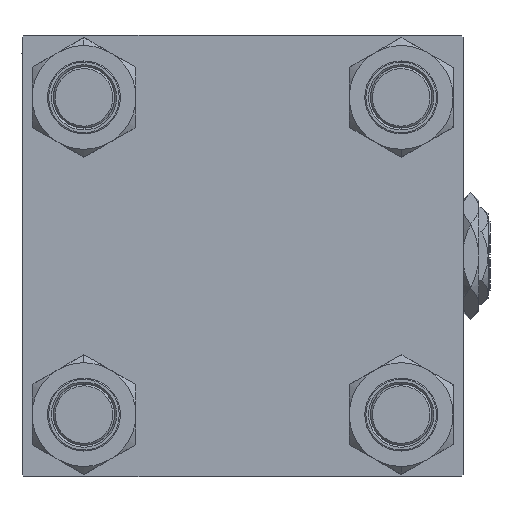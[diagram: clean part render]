
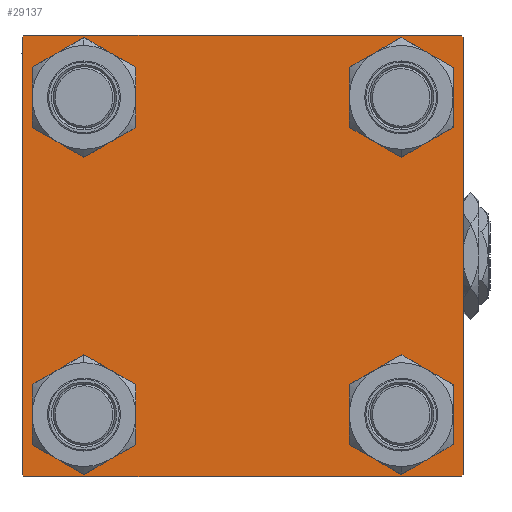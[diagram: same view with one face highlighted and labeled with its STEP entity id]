
A CAD part, left-side view. The second image highlights one B-rep face of the part: STEP entity #29137.
In plain terms, the highlighted planar face has unit normal (-1, 0, 0).
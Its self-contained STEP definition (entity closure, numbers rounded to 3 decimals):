
#684 = VERTEX_POINT ( 'NONE', #25493 ) ;
#897 = CIRCLE ( 'NONE', #17975, 8.5 ) ;
#1384 = EDGE_CURVE ( 'NONE', #41317, #24694, #39529, .T. ) ;
#1481 = LINE ( 'NONE', #9238, #29661 ) ;
#1740 = EDGE_CURVE ( 'NONE', #34301, #17828, #38838, .T. ) ;
#2639 = EDGE_CURVE ( 'NONE', #33661, #17292, #42928, .T. ) ;
#2701 = CIRCLE ( 'NONE', #43668, 8.5 ) ;
#2868 = LINE ( 'NONE', #35203, #48364 ) ;
#3266 = FACE_OUTER_BOUND ( 'NONE', #23475, .T. ) ;
#4258 = EDGE_LOOP ( 'NONE', ( #25952, #16379 ) ) ;
#4961 = DIRECTION ( 'NONE',  ( 1., 0., 0. ) ) ;
#5260 = CARTESIAN_POINT ( 'NONE',  ( 0., 41.35, -41.35 ) ) ;
#5583 = DIRECTION ( 'NONE',  ( 0., 0., 1. ) ) ;
#5743 = EDGE_CURVE ( 'NONE', #17292, #17828, #10480, .T. ) ;
#6011 = DIRECTION ( 'NONE',  ( 0., 0., 1. ) ) ;
#7402 = ORIENTED_EDGE ( 'NONE', *, *, #33237, .T. ) ;
#7592 = EDGE_CURVE ( 'NONE', #40127, #29463, #23167, .T. ) ;
#8687 = EDGE_CURVE ( 'NONE', #684, #52029, #44066, .T. ) ;
#9200 = EDGE_CURVE ( 'NONE', #40127, #43055, #2868, .T. ) ;
#9238 = CARTESIAN_POINT ( 'NONE',  ( 0., 57.25, -57.25 ) ) ;
#10355 = VERTEX_POINT ( 'NONE', #49599 ) ;
#10480 = LINE ( 'NONE', #51365, #50785 ) ;
#10638 = VERTEX_POINT ( 'NONE', #28438 ) ;
#10858 = AXIS2_PLACEMENT_3D ( 'NONE', #39931, #32684, #48982 ) ;
#10930 = ORIENTED_EDGE ( 'NONE', *, *, #9200, .F. ) ;
#11095 = EDGE_CURVE ( 'NONE', #10638, #17544, #32924, .T. ) ;
#11275 = FACE_BOUND ( 'NONE', #20507, .T. ) ;
#11538 = DIRECTION ( 'NONE',  ( -1., 0., 0. ) ) ;
#11927 = CARTESIAN_POINT ( 'NONE',  ( 0., -41.35, -41.35 ) ) ;
#12054 = FACE_BOUND ( 'NONE', #43821, .T. ) ;
#13297 = ORIENTED_EDGE ( 'NONE', *, *, #50729, .T. ) ;
#13480 = CARTESIAN_POINT ( 'NONE',  ( 0., -41.35, 41.35 ) ) ;
#13507 = CARTESIAN_POINT ( 'NONE',  ( 0., -57., -57.5 ) ) ;
#14021 = DIRECTION ( 'NONE',  ( 1., 0., 0. ) ) ;
#14362 = DIRECTION ( 'NONE',  ( 0., 0.707, -0.707 ) ) ;
#15058 = CIRCLE ( 'NONE', #20184, 8.5 ) ;
#15226 = CARTESIAN_POINT ( 'NONE',  ( 0., 57., 57.5 ) ) ;
#15455 = ORIENTED_EDGE ( 'NONE', *, *, #46932, .T. ) ;
#15720 = ORIENTED_EDGE ( 'NONE', *, *, #34312, .T. ) ;
#16379 = ORIENTED_EDGE ( 'NONE', *, *, #43337, .T. ) ;
#16468 = AXIS2_PLACEMENT_3D ( 'NONE', #41399, #52884, #45409 ) ;
#17292 = VERTEX_POINT ( 'NONE', #13507 ) ;
#17499 = CARTESIAN_POINT ( 'NONE',  ( 0., -41.35, 41.35 ) ) ;
#17544 = VERTEX_POINT ( 'NONE', #46814 ) ;
#17828 = VERTEX_POINT ( 'NONE', #48498 ) ;
#17975 = AXIS2_PLACEMENT_3D ( 'NONE', #5260, #28786, #44831 ) ;
#19414 = EDGE_LOOP ( 'NONE', ( #27221, #51582 ) ) ;
#19543 = CARTESIAN_POINT ( 'NONE',  ( 0., 0., 0. ) ) ;
#19930 = VECTOR ( 'NONE', #26021, 1000. ) ;
#20184 = AXIS2_PLACEMENT_3D ( 'NONE', #13480, #38070, #49563 ) ;
#20188 = AXIS2_PLACEMENT_3D ( 'NONE', #19543, #11538, #44150 ) ;
#20507 = EDGE_LOOP ( 'NONE', ( #32320, #13297 ) ) ;
#21807 = CARTESIAN_POINT ( 'NONE',  ( 0., 57.5, -57.5 ) ) ;
#22018 = CARTESIAN_POINT ( 'NONE',  ( 0., -41.35, -49.85 ) ) ;
#22300 = CARTESIAN_POINT ( 'NONE',  ( 0., 41.35, 41.35 ) ) ;
#23167 = LINE ( 'NONE', #43746, #41486 ) ;
#23475 = EDGE_LOOP ( 'NONE', ( #33870, #15720, #32102, #33687, #48352, #15455, #10930, #32291 ) ) ;
#23585 = CARTESIAN_POINT ( 'NONE',  ( 0., 57.5, -57. ) ) ;
#24221 = VECTOR ( 'NONE', #45877, 1000. ) ;
#24694 = VERTEX_POINT ( 'NONE', #41152 ) ;
#25493 = CARTESIAN_POINT ( 'NONE',  ( 0., -41.35, -32.85 ) ) ;
#25925 = CARTESIAN_POINT ( 'NONE',  ( 0., 57., -57.5 ) ) ;
#25952 = ORIENTED_EDGE ( 'NONE', *, *, #31938, .T. ) ;
#26021 = DIRECTION ( 'NONE',  ( 0., 0., -1. ) ) ;
#26676 = DIRECTION ( 'NONE',  ( 1., 0., 0. ) ) ;
#26742 = DIRECTION ( 'NONE',  ( 0., 0.707, 0.707 ) ) ;
#27221 = ORIENTED_EDGE ( 'NONE', *, *, #1384, .T. ) ;
#27568 = PLANE ( 'NONE',  #20188 ) ;
#28228 = DIRECTION ( 'NONE',  ( 1., 0., 0. ) ) ;
#28410 = CIRCLE ( 'NONE', #34407, 8.5 ) ;
#28438 = CARTESIAN_POINT ( 'NONE',  ( 0., 41.35, 49.85 ) ) ;
#28786 = DIRECTION ( 'NONE',  ( 1., 0., 0. ) ) ;
#29137 = ADVANCED_FACE ( 'NONE', ( #31594, #12054, #47875, #11275, #3266 ), #27568, .T. ) ;
#29463 = VERTEX_POINT ( 'NONE', #33885 ) ;
#29661 = VECTOR ( 'NONE', #45851, 1000. ) ;
#30814 = VECTOR ( 'NONE', #38396, 1000. ) ;
#31594 = FACE_BOUND ( 'NONE', #4258, .T. ) ;
#31938 = EDGE_CURVE ( 'NONE', #36705, #10355, #15058, .T. ) ;
#32102 = ORIENTED_EDGE ( 'NONE', *, *, #2639, .T. ) ;
#32291 = ORIENTED_EDGE ( 'NONE', *, *, #7592, .T. ) ;
#32320 = ORIENTED_EDGE ( 'NONE', *, *, #11095, .T. ) ;
#32543 = VECTOR ( 'NONE', #26742, 1000. ) ;
#32684 = DIRECTION ( 'NONE',  ( 1., 0., 0. ) ) ;
#32924 = CIRCLE ( 'NONE', #43196, 8.5 ) ;
#33237 = EDGE_CURVE ( 'NONE', #52029, #684, #52664, .T. ) ;
#33560 = ORIENTED_EDGE ( 'NONE', *, *, #8687, .T. ) ;
#33661 = VERTEX_POINT ( 'NONE', #25925 ) ;
#33687 = ORIENTED_EDGE ( 'NONE', *, *, #5743, .T. ) ;
#33870 = ORIENTED_EDGE ( 'NONE', *, *, #42099, .T. ) ;
#33885 = CARTESIAN_POINT ( 'NONE',  ( 0., 57.5, 57. ) ) ;
#34301 = VERTEX_POINT ( 'NONE', #42638 ) ;
#34312 = EDGE_CURVE ( 'NONE', #45764, #33661, #1481, .T. ) ;
#34407 = AXIS2_PLACEMENT_3D ( 'NONE', #22300, #4961, #6011 ) ;
#35098 = CARTESIAN_POINT ( 'NONE',  ( 0., -57.5, 57.5 ) ) ;
#35203 = CARTESIAN_POINT ( 'NONE',  ( 0., 57.5, 57.5 ) ) ;
#36705 = VERTEX_POINT ( 'NONE', #48874 ) ;
#38070 = DIRECTION ( 'NONE',  ( 1., 0., 0. ) ) ;
#38089 = DIRECTION ( 'NONE',  ( 0., 0., 1. ) ) ;
#38396 = DIRECTION ( 'NONE',  ( 0., 0., -1. ) ) ;
#38838 = LINE ( 'NONE', #35098, #19930 ) ;
#38956 = AXIS2_PLACEMENT_3D ( 'NONE', #11927, #28228, #40530 ) ;
#39529 = CIRCLE ( 'NONE', #16468, 8.5 ) ;
#39931 = CARTESIAN_POINT ( 'NONE',  ( 0., -41.35, -41.35 ) ) ;
#40127 = VERTEX_POINT ( 'NONE', #15226 ) ;
#40530 = DIRECTION ( 'NONE',  ( 0., 0., 1. ) ) ;
#41020 = EDGE_CURVE ( 'NONE', #24694, #41317, #897, .T. ) ;
#41152 = CARTESIAN_POINT ( 'NONE',  ( 0., 41.35, -49.85 ) ) ;
#41317 = VERTEX_POINT ( 'NONE', #52770 ) ;
#41399 = CARTESIAN_POINT ( 'NONE',  ( 0., 41.35, -41.35 ) ) ;
#41486 = VECTOR ( 'NONE', #14362, 1000. ) ;
#42099 = EDGE_CURVE ( 'NONE', #29463, #45764, #50683, .T. ) ;
#42638 = CARTESIAN_POINT ( 'NONE',  ( 0., -57.5, 57. ) ) ;
#42928 = LINE ( 'NONE', #21807, #24221 ) ;
#43055 = VERTEX_POINT ( 'NONE', #46499 ) ;
#43196 = AXIS2_PLACEMENT_3D ( 'NONE', #46462, #26676, #5583 ) ;
#43337 = EDGE_CURVE ( 'NONE', #10355, #36705, #2701, .T. ) ;
#43668 = AXIS2_PLACEMENT_3D ( 'NONE', #17499, #14021, #38089 ) ;
#43746 = CARTESIAN_POINT ( 'NONE',  ( 0., 57.25, 57.25 ) ) ;
#43821 = EDGE_LOOP ( 'NONE', ( #33560, #7402 ) ) ;
#44066 = CIRCLE ( 'NONE', #38956, 8.5 ) ;
#44150 = DIRECTION ( 'NONE',  ( 0., 0., 1. ) ) ;
#44831 = DIRECTION ( 'NONE',  ( 0., 0., 1. ) ) ;
#45409 = DIRECTION ( 'NONE',  ( 0., 0., 1. ) ) ;
#45764 = VERTEX_POINT ( 'NONE', #23585 ) ;
#45851 = DIRECTION ( 'NONE',  ( 0., -0.707, -0.707 ) ) ;
#45877 = DIRECTION ( 'NONE',  ( 0., -1., 0. ) ) ;
#46462 = CARTESIAN_POINT ( 'NONE',  ( 0., 41.35, 41.35 ) ) ;
#46499 = CARTESIAN_POINT ( 'NONE',  ( 0., -57., 57.5 ) ) ;
#46814 = CARTESIAN_POINT ( 'NONE',  ( 0., 41.35, 32.85 ) ) ;
#46932 = EDGE_CURVE ( 'NONE', #34301, #43055, #51072, .T. ) ;
#46937 = CARTESIAN_POINT ( 'NONE',  ( 0., 57.5, 57.5 ) ) ;
#47058 = CARTESIAN_POINT ( 'NONE',  ( 0., -57.25, 57.25 ) ) ;
#47750 = DIRECTION ( 'NONE',  ( 0., -1., 0. ) ) ;
#47875 = FACE_BOUND ( 'NONE', #19414, .T. ) ;
#48352 = ORIENTED_EDGE ( 'NONE', *, *, #1740, .F. ) ;
#48364 = VECTOR ( 'NONE', #47750, 1000. ) ;
#48498 = CARTESIAN_POINT ( 'NONE',  ( 0., -57.5, -57. ) ) ;
#48874 = CARTESIAN_POINT ( 'NONE',  ( 0., -41.35, 49.85 ) ) ;
#48982 = DIRECTION ( 'NONE',  ( 0., 0., 1. ) ) ;
#49563 = DIRECTION ( 'NONE',  ( 0., 0., 1. ) ) ;
#49599 = CARTESIAN_POINT ( 'NONE',  ( 0., -41.35, 32.85 ) ) ;
#50683 = LINE ( 'NONE', #46937, #30814 ) ;
#50729 = EDGE_CURVE ( 'NONE', #17544, #10638, #28410, .T. ) ;
#50785 = VECTOR ( 'NONE', #50834, 1000. ) ;
#50834 = DIRECTION ( 'NONE',  ( 0., -0.707, 0.707 ) ) ;
#51072 = LINE ( 'NONE', #47058, #32543 ) ;
#51365 = CARTESIAN_POINT ( 'NONE',  ( 0., -57.25, -57.25 ) ) ;
#51582 = ORIENTED_EDGE ( 'NONE', *, *, #41020, .T. ) ;
#52029 = VERTEX_POINT ( 'NONE', #22018 ) ;
#52664 = CIRCLE ( 'NONE', #10858, 8.5 ) ;
#52770 = CARTESIAN_POINT ( 'NONE',  ( 0., 41.35, -32.85 ) ) ;
#52884 = DIRECTION ( 'NONE',  ( 1., 0., 0. ) ) ;
